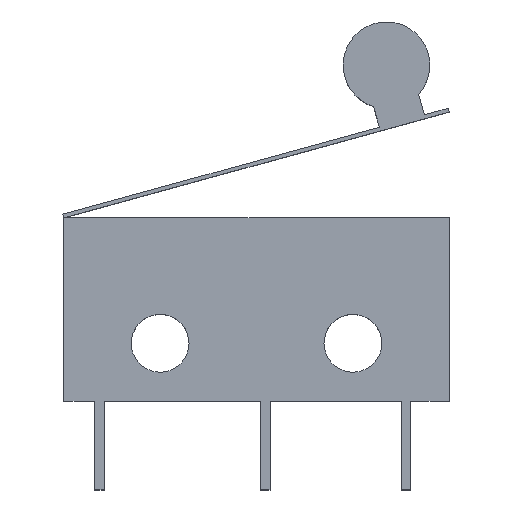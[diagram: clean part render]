
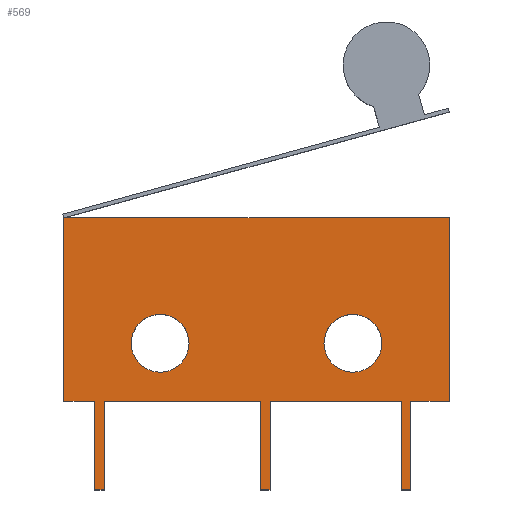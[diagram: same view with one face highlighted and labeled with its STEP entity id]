
A CAD part, top view. The second image highlights one B-rep face of the part: STEP entity #569.
In plain terms, the highlighted planar face has unit normal (0, 0, 1).
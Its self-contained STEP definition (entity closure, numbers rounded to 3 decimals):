
#17=FACE_BOUND('',#79,.T.);
#18=FACE_BOUND('',#80,.T.);
#21=CIRCLE('',#616,1.5);
#23=CIRCLE('',#619,1.5);
#48=FACE_OUTER_BOUND('',#78,.T.);
#78=EDGE_LOOP('',(#440,#441,#442,#443,#444,#445,#446,#447,#448,#449,#450,
#451,#452,#453,#454,#455));
#79=EDGE_LOOP('',(#456));
#80=EDGE_LOOP('',(#457));
#94=LINE('',#788,#166);
#98=LINE('',#796,#170);
#101=LINE('',#802,#173);
#104=LINE('',#809,#176);
#108=LINE('',#817,#180);
#111=LINE('',#823,#183);
#114=LINE('',#830,#186);
#118=LINE('',#838,#190);
#121=LINE('',#844,#193);
#124=LINE('',#850,#196);
#127=LINE('',#855,#199);
#129=LINE('',#858,#201);
#133=LINE('',#865,#205);
#137=LINE('',#882,#209);
#140=LINE('',#888,#212);
#143=LINE('',#892,#215);
#166=VECTOR('',#642,10.);
#170=VECTOR('',#648,10.);
#173=VECTOR('',#653,10.);
#176=VECTOR('',#658,10.);
#180=VECTOR('',#664,10.);
#183=VECTOR('',#669,10.);
#186=VECTOR('',#674,10.);
#190=VECTOR('',#680,10.);
#193=VECTOR('',#685,10.);
#196=VECTOR('',#690,10.);
#199=VECTOR('',#695,10.);
#201=VECTOR('',#699,10.);
#205=VECTOR('',#705,10.);
#209=VECTOR('',#723,10.);
#212=VECTOR('',#728,10.);
#215=VECTOR('',#733,10.);
#238=VERTEX_POINT('',#786);
#239=VERTEX_POINT('',#787);
#242=VERTEX_POINT('',#795);
#244=VERTEX_POINT('',#801);
#246=VERTEX_POINT('',#807);
#247=VERTEX_POINT('',#808);
#250=VERTEX_POINT('',#816);
#252=VERTEX_POINT('',#822);
#254=VERTEX_POINT('',#828);
#255=VERTEX_POINT('',#829);
#258=VERTEX_POINT('',#837);
#260=VERTEX_POINT('',#843);
#262=VERTEX_POINT('',#849);
#265=VERTEX_POINT('',#863);
#266=VERTEX_POINT('',#867);
#268=VERTEX_POINT('',#873);
#271=VERTEX_POINT('',#881);
#273=VERTEX_POINT('',#887);
#290=EDGE_CURVE('',#238,#239,#94,.T.);
#294=EDGE_CURVE('',#239,#242,#98,.T.);
#297=EDGE_CURVE('',#242,#244,#101,.T.);
#300=EDGE_CURVE('',#246,#247,#104,.T.);
#304=EDGE_CURVE('',#247,#250,#108,.T.);
#307=EDGE_CURVE('',#250,#252,#111,.T.);
#310=EDGE_CURVE('',#254,#255,#114,.T.);
#314=EDGE_CURVE('',#255,#258,#118,.T.);
#317=EDGE_CURVE('',#258,#260,#121,.T.);
#320=EDGE_CURVE('',#262,#254,#124,.T.);
#323=EDGE_CURVE('',#260,#246,#127,.T.);
#325=EDGE_CURVE('',#252,#238,#129,.T.);
#329=EDGE_CURVE('',#244,#265,#133,.T.);
#330=EDGE_CURVE('',#266,#266,#21,.T.);
#333=EDGE_CURVE('',#268,#268,#23,.T.);
#337=EDGE_CURVE('',#271,#262,#137,.T.);
#340=EDGE_CURVE('',#273,#271,#140,.T.);
#343=EDGE_CURVE('',#265,#273,#143,.T.);
#440=ORIENTED_EDGE('',*,*,#343,.T.);
#441=ORIENTED_EDGE('',*,*,#340,.T.);
#442=ORIENTED_EDGE('',*,*,#337,.T.);
#443=ORIENTED_EDGE('',*,*,#320,.T.);
#444=ORIENTED_EDGE('',*,*,#310,.T.);
#445=ORIENTED_EDGE('',*,*,#314,.T.);
#446=ORIENTED_EDGE('',*,*,#317,.T.);
#447=ORIENTED_EDGE('',*,*,#323,.T.);
#448=ORIENTED_EDGE('',*,*,#300,.T.);
#449=ORIENTED_EDGE('',*,*,#304,.T.);
#450=ORIENTED_EDGE('',*,*,#307,.T.);
#451=ORIENTED_EDGE('',*,*,#325,.T.);
#452=ORIENTED_EDGE('',*,*,#290,.T.);
#453=ORIENTED_EDGE('',*,*,#294,.T.);
#454=ORIENTED_EDGE('',*,*,#297,.T.);
#455=ORIENTED_EDGE('',*,*,#329,.T.);
#456=ORIENTED_EDGE('',*,*,#333,.T.);
#457=ORIENTED_EDGE('',*,*,#330,.T.);
#540=PLANE('',#624);
#569=ADVANCED_FACE('',(#48,#17,#18),#540,.T.);
#616=AXIS2_PLACEMENT_3D('',#868,#708,#709);
#619=AXIS2_PLACEMENT_3D('',#874,#715,#716);
#624=AXIS2_PLACEMENT_3D('',#893,#734,#735);
#642=DIRECTION('',(0.,-1.,0.));
#648=DIRECTION('',(1.,0.,0.));
#653=DIRECTION('',(0.,1.,0.));
#658=DIRECTION('',(0.,-1.,0.));
#664=DIRECTION('',(1.,0.,0.));
#669=DIRECTION('',(0.,1.,0.));
#674=DIRECTION('',(0.,-1.,0.));
#680=DIRECTION('',(1.,0.,0.));
#685=DIRECTION('',(0.,1.,0.));
#690=DIRECTION('',(1.,0.,0.));
#695=DIRECTION('',(1.,0.,0.));
#699=DIRECTION('',(1.,0.,0.));
#705=DIRECTION('',(1.,0.,0.));
#708=DIRECTION('center_axis',(0.,0.,-1.));
#709=DIRECTION('ref_axis',(-1.,0.,0.));
#715=DIRECTION('center_axis',(0.,0.,-1.));
#716=DIRECTION('ref_axis',(-1.,0.,0.));
#723=DIRECTION('',(0.,-1.,0.));
#728=DIRECTION('',(-1.,0.,0.));
#733=DIRECTION('',(0.,1.,0.));
#734=DIRECTION('center_axis',(0.,0.,1.));
#735=DIRECTION('ref_axis',(1.,0.,0.));
#786=CARTESIAN_POINT('',(17.5,0.,6.4));
#787=CARTESIAN_POINT('',(17.5,-4.6,6.4));
#788=CARTESIAN_POINT('',(17.5,0.,6.4));
#795=CARTESIAN_POINT('',(18.,-4.6,6.4));
#796=CARTESIAN_POINT('',(17.5,-4.6,6.4));
#801=CARTESIAN_POINT('',(18.,0.,6.4));
#802=CARTESIAN_POINT('',(18.,-4.6,6.4));
#807=CARTESIAN_POINT('',(10.2,0.,6.4));
#808=CARTESIAN_POINT('',(10.2,-4.6,6.4));
#809=CARTESIAN_POINT('',(10.2,0.,6.4));
#816=CARTESIAN_POINT('',(10.7,-4.6,6.4));
#817=CARTESIAN_POINT('',(10.2,-4.6,6.4));
#822=CARTESIAN_POINT('',(10.7,0.,6.4));
#823=CARTESIAN_POINT('',(10.7,-4.6,6.4));
#828=CARTESIAN_POINT('',(1.6,0.,6.4));
#829=CARTESIAN_POINT('',(1.6,-4.6,6.4));
#830=CARTESIAN_POINT('',(1.6,0.,6.4));
#837=CARTESIAN_POINT('',(2.1,-4.6,6.4));
#838=CARTESIAN_POINT('',(1.6,-4.6,6.4));
#843=CARTESIAN_POINT('',(2.1,0.,6.4));
#844=CARTESIAN_POINT('',(2.1,-4.6,6.4));
#849=CARTESIAN_POINT('',(0.,0.,6.4));
#850=CARTESIAN_POINT('',(0.,0.,6.4));
#855=CARTESIAN_POINT('',(0.,0.,6.4));
#858=CARTESIAN_POINT('',(0.,0.,6.4));
#863=CARTESIAN_POINT('',(20.,0.,6.4));
#865=CARTESIAN_POINT('',(0.,0.,6.4));
#867=CARTESIAN_POINT('',(16.5,3.,6.4));
#868=CARTESIAN_POINT('Origin',(15.,3.,6.4));
#873=CARTESIAN_POINT('',(6.5,3.,6.4));
#874=CARTESIAN_POINT('Origin',(5.,3.,6.4));
#881=CARTESIAN_POINT('',(0.,9.5,6.4));
#882=CARTESIAN_POINT('',(0.,9.5,6.4));
#887=CARTESIAN_POINT('',(20.,9.5,6.4));
#888=CARTESIAN_POINT('',(20.,9.5,6.4));
#892=CARTESIAN_POINT('',(20.,0.,6.4));
#893=CARTESIAN_POINT('Origin',(10.,4.75,6.4));
